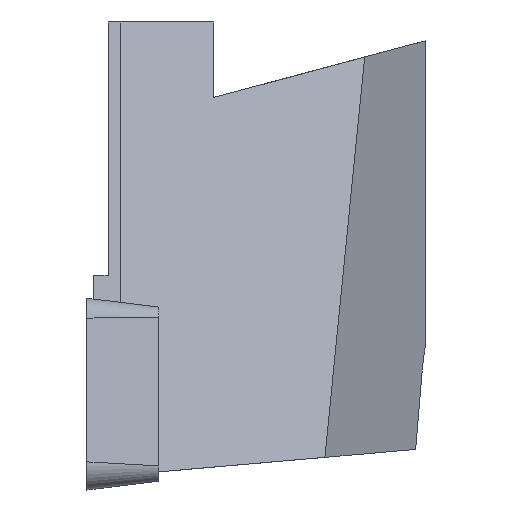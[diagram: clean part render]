
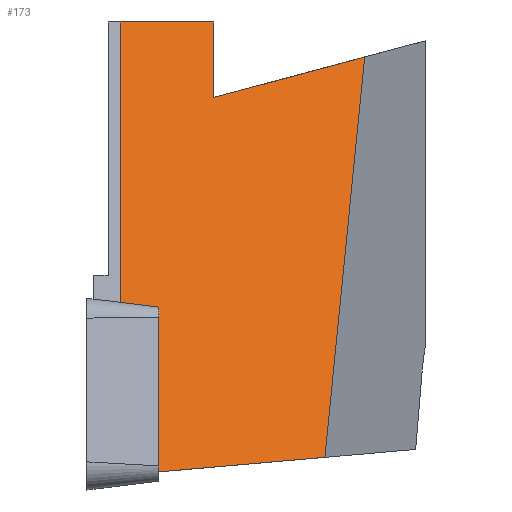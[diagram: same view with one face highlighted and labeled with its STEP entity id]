
A CAD part, left-side view. The second image highlights one B-rep face of the part: STEP entity #173.
In plain terms, the highlighted planar face has unit normal (-0.925, -0.342, 0.163).
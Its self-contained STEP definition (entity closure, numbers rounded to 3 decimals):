
#173=ADVANCED_FACE('',(#235),#211,.T.);
#211=PLANE('',#800);
#235=FACE_OUTER_BOUND('',#262,.T.);
#262=EDGE_LOOP('',(#327,#328,#329,#330,#331,#332,#333,#334));
#327=ORIENTED_EDGE('',*,*,#555,.F.);
#328=ORIENTED_EDGE('',*,*,#556,.F.);
#329=ORIENTED_EDGE('',*,*,#548,.F.);
#330=ORIENTED_EDGE('',*,*,#557,.T.);
#331=ORIENTED_EDGE('',*,*,#558,.F.);
#332=ORIENTED_EDGE('',*,*,#559,.F.);
#333=ORIENTED_EDGE('',*,*,#560,.F.);
#334=ORIENTED_EDGE('',*,*,#539,.T.);
#478=VERTEX_POINT('',#1062);
#480=VERTEX_POINT('',#1065);
#488=VERTEX_POINT('',#1082);
#489=VERTEX_POINT('',#1084);
#493=VERTEX_POINT('',#1097);
#494=VERTEX_POINT('',#1100);
#495=VERTEX_POINT('',#1102);
#496=VERTEX_POINT('',#1104);
#539=EDGE_CURVE('',#480,#478,#624,.T.);
#548=EDGE_CURVE('',#488,#489,#633,.T.);
#555=EDGE_CURVE('',#493,#478,#639,.T.);
#556=EDGE_CURVE('',#489,#493,#640,.T.);
#557=EDGE_CURVE('',#488,#494,#641,.T.);
#558=EDGE_CURVE('',#495,#494,#642,.T.);
#559=EDGE_CURVE('',#496,#495,#643,.T.);
#560=EDGE_CURVE('',#480,#496,#644,.T.);
#624=LINE('',#1064,#680);
#633=LINE('',#1083,#689);
#639=LINE('',#1096,#695);
#640=LINE('',#1098,#696);
#641=LINE('',#1099,#697);
#642=LINE('',#1101,#698);
#643=LINE('',#1103,#699);
#644=LINE('',#1105,#700);
#680=VECTOR('',#868,1.);
#689=VECTOR('',#879,1.);
#695=VECTOR('',#891,1.);
#696=VECTOR('',#892,1.);
#697=VECTOR('',#893,1.);
#698=VECTOR('',#894,1.);
#699=VECTOR('',#895,1.);
#700=VECTOR('',#896,1.);
#800=AXIS2_PLACEMENT_3D('',#1106,#897,#898);
#868=DIRECTION('',(-0.174,0.,-0.985));
#879=DIRECTION('',(-0.358,0.93,-0.081));
#891=DIRECTION('',(-0.326,0.938,0.115));
#892=DIRECTION('',(0.174,0.,0.985));
#893=DIRECTION('',(0.207,-0.097,0.973));
#894=DIRECTION('',(0.373,-0.896,0.24));
#895=DIRECTION('',(-0.174,0.,-0.985));
#896=DIRECTION('',(0.347,-0.938,0.));
#897=DIRECTION('',(-0.925,-0.342,0.163));
#898=DIRECTION('',(0.347,-0.938,0.));
#1062=CARTESIAN_POINT('',(-11.419,-0.404,-6.786));
#1064=CARTESIAN_POINT('',(-11.038,-0.404,-4.627));
#1065=CARTESIAN_POINT('',(-9.782,-0.404,2.5));
#1082=CARTESIAN_POINT('',(-9.82,-7.18,-11.919));
#1083=CARTESIAN_POINT('',(-11.925,-1.712,-12.397));
#1084=CARTESIAN_POINT('',(-11.937,-1.68,-12.4));
#1096=CARTESIAN_POINT('',(-10.171,-3.991,-7.226));
#1097=CARTESIAN_POINT('',(-10.975,-1.68,-6.942));
#1098=CARTESIAN_POINT('',(-10.581,-1.68,-4.707));
#1099=CARTESIAN_POINT('',(-9.892,-7.146,-12.259));
#1100=CARTESIAN_POINT('',(-6.995,-8.497,1.339));
#1101=CARTESIAN_POINT('',(-9.394,-2.742,-0.203));
#1102=CARTESIAN_POINT('',(-9.078,-3.5,0.));
#1103=CARTESIAN_POINT('',(-9.928,-3.5,-4.822));
#1104=CARTESIAN_POINT('',(-8.637,-3.5,2.5));
#1105=CARTESIAN_POINT('',(-19.624,26.226,2.5));
#1106=CARTESIAN_POINT('',(-9.706,-4.12,-4.862));
